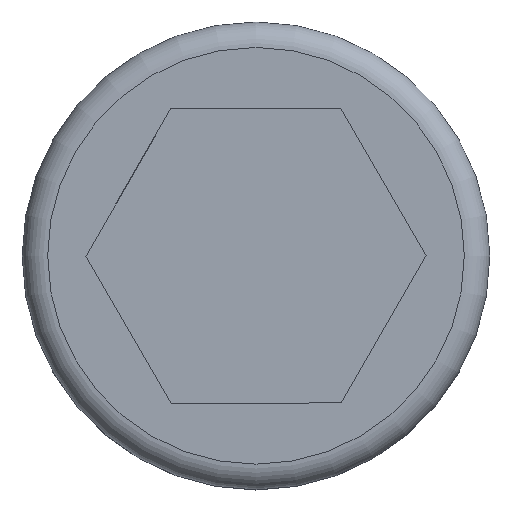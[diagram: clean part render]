
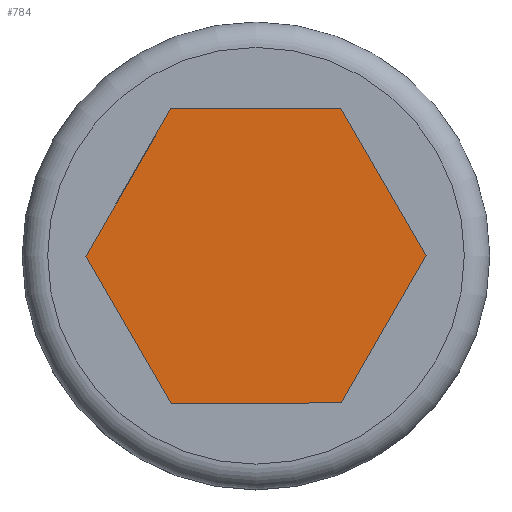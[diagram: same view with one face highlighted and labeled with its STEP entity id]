
A CAD part, top view. The second image highlights one B-rep face of the part: STEP entity #784.
In plain terms, the highlighted planar face has unit normal (0, 0, 1).
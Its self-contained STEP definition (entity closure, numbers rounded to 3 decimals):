
#277 = PLANE('',#278);
#278 = AXIS2_PLACEMENT_3D('',#279,#280,#281);
#279 = CARTESIAN_POINT('',(2.,0.004,8.5));
#280 = DIRECTION('',(0.865,0.502,0.));
#281 = DIRECTION('',(-0.502,0.865,0.));
#305 = PLANE('',#306);
#306 = AXIS2_PLACEMENT_3D('',#307,#308,#309);
#307 = CARTESIAN_POINT('',(1.004,-1.73,8.5));
#308 = DIRECTION('',(0.867,-0.498,0.)
  );
#309 = DIRECTION('',(0.498,0.867,0.)
  );
#333 = PLANE('',#334);
#334 = AXIS2_PLACEMENT_3D('',#335,#336,#337);
#335 = CARTESIAN_POINT('',(-0.996,-1.734,8.5));
#336 = DIRECTION('',(0.002,-1.,
    0.));
#337 = DIRECTION('',(1.,0.002,
    0.));
#361 = PLANE('',#362);
#362 = AXIS2_PLACEMENT_3D('',#363,#364,#365);
#363 = CARTESIAN_POINT('',(-2.,-0.004,8.5));
#364 = DIRECTION('',(-0.865,-0.502,0.));
#365 = DIRECTION('',(0.502,-0.865,0.));
#389 = PLANE('',#390);
#390 = AXIS2_PLACEMENT_3D('',#391,#392,#393);
#391 = CARTESIAN_POINT('',(-1.004,1.73,8.5));
#392 = DIRECTION('',(-0.867,0.498,0.)
  );
#393 = DIRECTION('',(-0.498,-0.867,0.)
  );
#415 = PLANE('',#416);
#416 = AXIS2_PLACEMENT_3D('',#417,#418,#419);
#417 = CARTESIAN_POINT('',(0.996,1.734,8.5));
#418 = DIRECTION('',(-0.002,1.,
    0.));
#419 = DIRECTION('',(-1.,-0.002,
    0.));
#486 = VERTEX_POINT('',#487);
#487 = CARTESIAN_POINT('',(2.,0.004,7.));
#508 = EDGE_CURVE('',#486,#509,#511,.T.);
#509 = VERTEX_POINT('',#510);
#510 = CARTESIAN_POINT('',(0.996,1.734,7.));
#511 = SURFACE_CURVE('',#512,(#516,#523),.PCURVE_S1.);
#512 = LINE('',#513,#514);
#513 = CARTESIAN_POINT('',(2.,0.004,7.));
#514 = VECTOR('',#515,1.);
#515 = DIRECTION('',(-0.502,0.865,0.));
#516 = PCURVE('',#277,#517);
#517 = DEFINITIONAL_REPRESENTATION('',(#518),#522);
#518 = LINE('',#519,#520);
#519 = CARTESIAN_POINT('',(0.,-1.5));
#520 = VECTOR('',#521,1.);
#521 = DIRECTION('',(1.,0.));
#522 = ( GEOMETRIC_REPRESENTATION_CONTEXT(2) 
PARAMETRIC_REPRESENTATION_CONTEXT() REPRESENTATION_CONTEXT('2D SPACE',''
  ) );
#523 = PCURVE('',#524,#529);
#524 = PLANE('',#525);
#525 = AXIS2_PLACEMENT_3D('',#526,#527,#528);
#526 = CARTESIAN_POINT('',(0.,0.,7.));
#527 = DIRECTION('',(0.,0.,1.));
#528 = DIRECTION('',(0.,1.,0.));
#529 = DEFINITIONAL_REPRESENTATION('',(#530),#534);
#530 = LINE('',#531,#532);
#531 = CARTESIAN_POINT('',(0.004,-2.));
#532 = VECTOR('',#533,1.);
#533 = DIRECTION('',(0.865,0.502));
#534 = ( GEOMETRIC_REPRESENTATION_CONTEXT(2) 
PARAMETRIC_REPRESENTATION_CONTEXT() REPRESENTATION_CONTEXT('2D SPACE',''
  ) );
#562 = EDGE_CURVE('',#509,#563,#565,.T.);
#563 = VERTEX_POINT('',#564);
#564 = CARTESIAN_POINT('',(-1.004,1.73,7.));
#565 = SURFACE_CURVE('',#566,(#570,#577),.PCURVE_S1.);
#566 = LINE('',#567,#568);
#567 = CARTESIAN_POINT('',(0.996,1.734,7.));
#568 = VECTOR('',#569,1.);
#569 = DIRECTION('',(-1.,-0.002,
    0.));
#570 = PCURVE('',#415,#571);
#571 = DEFINITIONAL_REPRESENTATION('',(#572),#576);
#572 = LINE('',#573,#574);
#573 = CARTESIAN_POINT('',(0.,-1.5));
#574 = VECTOR('',#575,1.);
#575 = DIRECTION('',(1.,0.));
#576 = ( GEOMETRIC_REPRESENTATION_CONTEXT(2) 
PARAMETRIC_REPRESENTATION_CONTEXT() REPRESENTATION_CONTEXT('2D SPACE',''
  ) );
#577 = PCURVE('',#524,#578);
#578 = DEFINITIONAL_REPRESENTATION('',(#579),#583);
#579 = LINE('',#580,#581);
#580 = CARTESIAN_POINT('',(1.734,-0.996));
#581 = VECTOR('',#582,1.);
#582 = DIRECTION('',(-0.002,1.));
#583 = ( GEOMETRIC_REPRESENTATION_CONTEXT(2) 
PARAMETRIC_REPRESENTATION_CONTEXT() REPRESENTATION_CONTEXT('2D SPACE',''
  ) );
#611 = EDGE_CURVE('',#563,#612,#614,.T.);
#612 = VERTEX_POINT('',#613);
#613 = CARTESIAN_POINT('',(-2.,-0.004,7.));
#614 = SURFACE_CURVE('',#615,(#619,#626),.PCURVE_S1.);
#615 = LINE('',#616,#617);
#616 = CARTESIAN_POINT('',(-1.004,1.73,7.));
#617 = VECTOR('',#618,1.);
#618 = DIRECTION('',(-0.498,-0.867,0.)
  );
#619 = PCURVE('',#389,#620);
#620 = DEFINITIONAL_REPRESENTATION('',(#621),#625);
#621 = LINE('',#622,#623);
#622 = CARTESIAN_POINT('',(0.,-1.5));
#623 = VECTOR('',#624,1.);
#624 = DIRECTION('',(1.,0.));
#625 = ( GEOMETRIC_REPRESENTATION_CONTEXT(2) 
PARAMETRIC_REPRESENTATION_CONTEXT() REPRESENTATION_CONTEXT('2D SPACE',''
  ) );
#626 = PCURVE('',#524,#627);
#627 = DEFINITIONAL_REPRESENTATION('',(#628),#632);
#628 = LINE('',#629,#630);
#629 = CARTESIAN_POINT('',(1.73,1.004));
#630 = VECTOR('',#631,1.);
#631 = DIRECTION('',(-0.867,0.498));
#632 = ( GEOMETRIC_REPRESENTATION_CONTEXT(2) 
PARAMETRIC_REPRESENTATION_CONTEXT() REPRESENTATION_CONTEXT('2D SPACE',''
  ) );
#660 = EDGE_CURVE('',#612,#661,#663,.T.);
#661 = VERTEX_POINT('',#662);
#662 = CARTESIAN_POINT('',(-0.996,-1.734,7.));
#663 = SURFACE_CURVE('',#664,(#668,#675),.PCURVE_S1.);
#664 = LINE('',#665,#666);
#665 = CARTESIAN_POINT('',(-2.,-0.004,7.));
#666 = VECTOR('',#667,1.);
#667 = DIRECTION('',(0.502,-0.865,0.));
#668 = PCURVE('',#361,#669);
#669 = DEFINITIONAL_REPRESENTATION('',(#670),#674);
#670 = LINE('',#671,#672);
#671 = CARTESIAN_POINT('',(0.,-1.5));
#672 = VECTOR('',#673,1.);
#673 = DIRECTION('',(1.,0.));
#674 = ( GEOMETRIC_REPRESENTATION_CONTEXT(2) 
PARAMETRIC_REPRESENTATION_CONTEXT() REPRESENTATION_CONTEXT('2D SPACE',''
  ) );
#675 = PCURVE('',#524,#676);
#676 = DEFINITIONAL_REPRESENTATION('',(#677),#681);
#677 = LINE('',#678,#679);
#678 = CARTESIAN_POINT('',(-0.004,2.));
#679 = VECTOR('',#680,1.);
#680 = DIRECTION('',(-0.865,-0.502));
#681 = ( GEOMETRIC_REPRESENTATION_CONTEXT(2) 
PARAMETRIC_REPRESENTATION_CONTEXT() REPRESENTATION_CONTEXT('2D SPACE',''
  ) );
#709 = EDGE_CURVE('',#661,#710,#712,.T.);
#710 = VERTEX_POINT('',#711);
#711 = CARTESIAN_POINT('',(1.004,-1.73,7.));
#712 = SURFACE_CURVE('',#713,(#717,#724),.PCURVE_S1.);
#713 = LINE('',#714,#715);
#714 = CARTESIAN_POINT('',(-0.996,-1.734,7.));
#715 = VECTOR('',#716,1.);
#716 = DIRECTION('',(1.,0.002,
    0.));
#717 = PCURVE('',#333,#718);
#718 = DEFINITIONAL_REPRESENTATION('',(#719),#723);
#719 = LINE('',#720,#721);
#720 = CARTESIAN_POINT('',(0.,-1.5));
#721 = VECTOR('',#722,1.);
#722 = DIRECTION('',(1.,0.));
#723 = ( GEOMETRIC_REPRESENTATION_CONTEXT(2) 
PARAMETRIC_REPRESENTATION_CONTEXT() REPRESENTATION_CONTEXT('2D SPACE',''
  ) );
#724 = PCURVE('',#524,#725);
#725 = DEFINITIONAL_REPRESENTATION('',(#726),#730);
#726 = LINE('',#727,#728);
#727 = CARTESIAN_POINT('',(-1.734,0.996));
#728 = VECTOR('',#729,1.);
#729 = DIRECTION('',(0.002,-1.));
#730 = ( GEOMETRIC_REPRESENTATION_CONTEXT(2) 
PARAMETRIC_REPRESENTATION_CONTEXT() REPRESENTATION_CONTEXT('2D SPACE',''
  ) );
#758 = EDGE_CURVE('',#710,#486,#759,.T.);
#759 = SURFACE_CURVE('',#760,(#764,#771),.PCURVE_S1.);
#760 = LINE('',#761,#762);
#761 = CARTESIAN_POINT('',(1.004,-1.73,7.));
#762 = VECTOR('',#763,1.);
#763 = DIRECTION('',(0.498,0.867,0.)
  );
#764 = PCURVE('',#305,#765);
#765 = DEFINITIONAL_REPRESENTATION('',(#766),#770);
#766 = LINE('',#767,#768);
#767 = CARTESIAN_POINT('',(0.,-1.5));
#768 = VECTOR('',#769,1.);
#769 = DIRECTION('',(1.,0.));
#770 = ( GEOMETRIC_REPRESENTATION_CONTEXT(2) 
PARAMETRIC_REPRESENTATION_CONTEXT() REPRESENTATION_CONTEXT('2D SPACE',''
  ) );
#771 = PCURVE('',#524,#772);
#772 = DEFINITIONAL_REPRESENTATION('',(#773),#777);
#773 = LINE('',#774,#775);
#774 = CARTESIAN_POINT('',(-1.73,-1.004));
#775 = VECTOR('',#776,1.);
#776 = DIRECTION('',(0.867,-0.498));
#777 = ( GEOMETRIC_REPRESENTATION_CONTEXT(2) 
PARAMETRIC_REPRESENTATION_CONTEXT() REPRESENTATION_CONTEXT('2D SPACE',''
  ) );
#784 = ADVANCED_FACE('',(#785),#524,.T.);
#785 = FACE_BOUND('',#786,.T.);
#786 = EDGE_LOOP('',(#787,#788,#789,#790,#791,#792));
#787 = ORIENTED_EDGE('',*,*,#508,.T.);
#788 = ORIENTED_EDGE('',*,*,#562,.T.);
#789 = ORIENTED_EDGE('',*,*,#611,.T.);
#790 = ORIENTED_EDGE('',*,*,#660,.T.);
#791 = ORIENTED_EDGE('',*,*,#709,.T.);
#792 = ORIENTED_EDGE('',*,*,#758,.T.);
